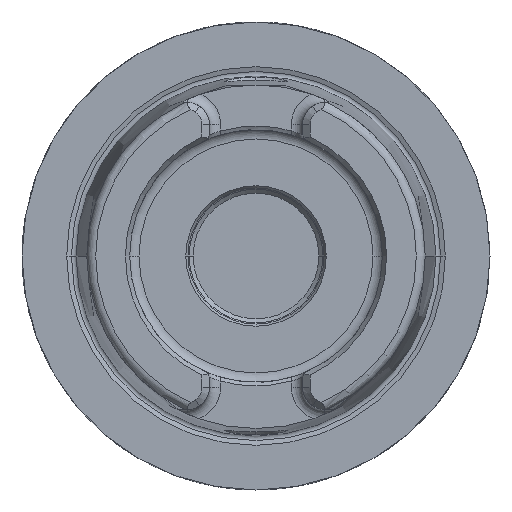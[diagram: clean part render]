
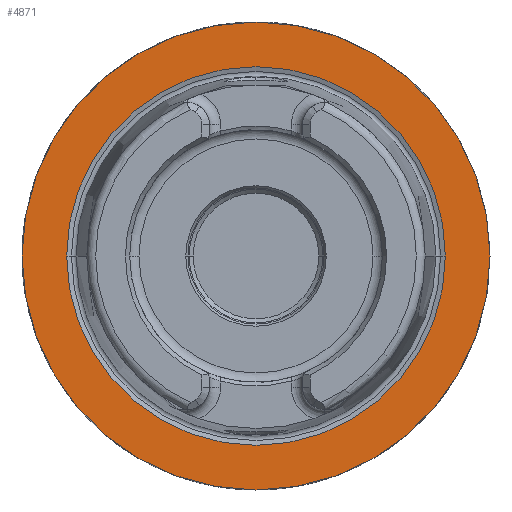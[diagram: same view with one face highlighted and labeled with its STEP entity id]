
A CAD part, left-side view. The second image highlights one B-rep face of the part: STEP entity #4871.
In plain terms, the highlighted planar face has unit normal (-1, 0, 0).
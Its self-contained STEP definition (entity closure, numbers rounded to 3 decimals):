
#1068=CARTESIAN_POINT('',(0.,0.,0.));
#1069=DIRECTION('',(1.,0.,0.));
#1070=DIRECTION('',(0.,1.,0.));
#1071=AXIS2_PLACEMENT_3D('',#1068,#1069,#1070);
#1073=CARTESIAN_POINT('',(0.,0.,0.));
#1074=DIRECTION('',(-1.,0.,0.));
#1075=DIRECTION('',(0.,1.,0.));
#1076=AXIS2_PLACEMENT_3D('',#1073,#1074,#1075);
#1078=CARTESIAN_POINT('',(0.,0.,0.));
#1079=DIRECTION('',(-1.,0.,0.));
#1080=DIRECTION('',(0.,-1.,0.));
#1081=AXIS2_PLACEMENT_3D('',#1078,#1079,#1080);
#1083=CARTESIAN_POINT('',(0.,0.,0.));
#1084=DIRECTION('',(-1.,0.,0.));
#1085=DIRECTION('',(0.,1.,0.));
#1086=AXIS2_PLACEMENT_3D('',#1083,#1084,#1085);
#3057=CARTESIAN_POINT('',(0.,31.5,0.));
#3058=CARTESIAN_POINT('',(0.,-31.5,0.));
#3059=VERTEX_POINT('',#3057);
#3060=VERTEX_POINT('',#3058);
#3085=CARTESIAN_POINT('',(0.,-25.49,0.));
#3086=VERTEX_POINT('',#3085);
#3087=CARTESIAN_POINT('',(0.,25.49,0.));
#3088=VERTEX_POINT('',#3087);
#4856=CARTESIAN_POINT('',(0.,0.,0.));
#4857=DIRECTION('',(1.,0.,0.));
#4858=DIRECTION('',(0.,-1.,0.));
#4859=AXIS2_PLACEMENT_3D('',#4856,#4857,#4858);
#4860=PLANE('',#4859);
#4862=ORIENTED_EDGE('',*,*,#4861,.T.);
#4864=ORIENTED_EDGE('',*,*,#4863,.F.);
#4865=EDGE_LOOP('',(#4862,#4864));
#4866=FACE_OUTER_BOUND('',#4865,.F.);
#4867=ORIENTED_EDGE('',*,*,#4851,.T.);
#4868=ORIENTED_EDGE('',*,*,#4835,.T.);
#4869=EDGE_LOOP('',(#4867,#4868));
#4870=FACE_BOUND('',#4869,.F.);
#4871=ADVANCED_FACE('',(#4866,#4870),#4860,.F.);
#1072=CIRCLE('',#1071,31.5);
#1077=CIRCLE('',#1076,31.5);
#1082=CIRCLE('',#1081,25.49);
#1087=CIRCLE('',#1086,25.49);
#4835=EDGE_CURVE('',#3088,#3086,#1087,.T.);
#4851=EDGE_CURVE('',#3086,#3088,#1082,.T.);
#4861=EDGE_CURVE('',#3059,#3060,#1072,.T.);
#4863=EDGE_CURVE('',#3059,#3060,#1077,.T.);
